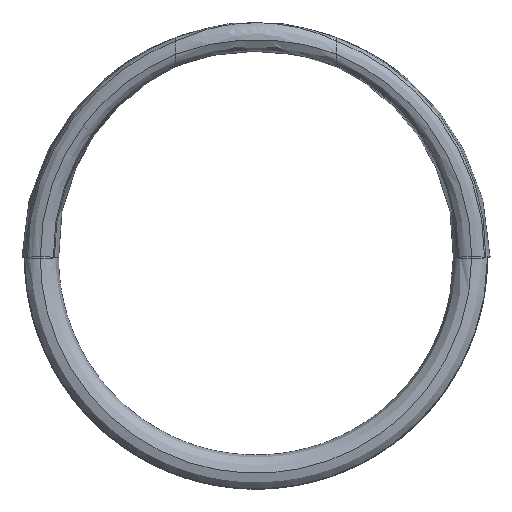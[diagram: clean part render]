
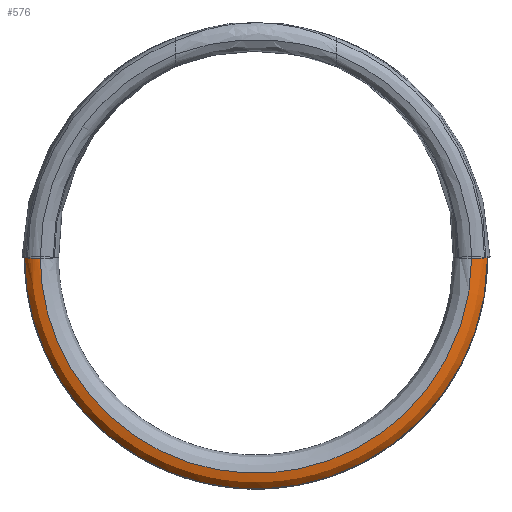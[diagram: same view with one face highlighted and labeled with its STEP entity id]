
A CAD part, left-side view. The second image highlights one B-rep face of the part: STEP entity #576.
In plain terms, the highlighted free-form (B-spline) face has degree [2, 2] with [5, 3] control points.
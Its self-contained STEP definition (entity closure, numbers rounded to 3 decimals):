
#576 = ADVANCED_FACE('',(#577),#664,.F.);
#577 = FACE_BOUND('',#578,.F.);
#578 = EDGE_LOOP('',(#579,#590,#599,#609,#619,#629,#638,#647,#656));
#579 = ORIENTED_EDGE('',*,*,#580,.T.);
#580 = EDGE_CURVE('',#581,#583,#585,.T.);
#581 = VERTEX_POINT('',#582);
#582 = CARTESIAN_POINT('',(-1.412,-34.854,
    -0.029));
#583 = VERTEX_POINT('',#584);
#584 = CARTESIAN_POINT('',(-1.768,-34.602,
    -0.054));
#585 = B_SPLINE_CURVE_WITH_KNOTS('',3,(#586,#587,#588,#589),
  .UNSPECIFIED.,.F.,.F.,(4,4),(74.375,74.938),
  .PIECEWISE_BEZIER_KNOTS.);
#586 = CARTESIAN_POINT('',(-1.412,-34.854,
    -0.029));
#587 = CARTESIAN_POINT('',(-1.537,-34.779,
    -0.036));
#588 = CARTESIAN_POINT('',(-1.656,-34.695,
    -0.045));
#589 = CARTESIAN_POINT('',(-1.768,-34.602,
    -0.054));
#590 = ORIENTED_EDGE('',*,*,#591,.F.);
#591 = EDGE_CURVE('',#592,#583,#594,.T.);
#592 = VERTEX_POINT('',#593);
#593 = CARTESIAN_POINT('',(-1.97,-34.415,
    -0.068));
#594 = B_SPLINE_CURVE_WITH_KNOTS('',3,(#595,#596,#597,#598),
  .UNSPECIFIED.,.F.,.F.,(4,4),(34.855,35.207),
  .PIECEWISE_BEZIER_KNOTS.);
#595 = CARTESIAN_POINT('',(-1.97,-34.415,
    -0.068));
#596 = CARTESIAN_POINT('',(-1.905,-34.481,
    -0.066));
#597 = CARTESIAN_POINT('',(-1.838,-34.543,
    -0.06));
#598 = CARTESIAN_POINT('',(-1.768,-34.602,
    -0.054));
#599 = ORIENTED_EDGE('',*,*,#600,.T.);
#600 = EDGE_CURVE('',#592,#601,#603,.T.);
#601 = VERTEX_POINT('',#602);
#602 = CARTESIAN_POINT('',(-2.761,-32.481,
    -0.1));
#603 = B_SPLINE_CURVE_WITH_KNOTS('',4,(#604,#605,#606,#607,#608),
  .UNSPECIFIED.,.F.,.F.,(5,5),(60.461,63.223),
  .PIECEWISE_BEZIER_KNOTS.);
#604 = CARTESIAN_POINT('',(-1.97,-34.415,
    -0.068));
#605 = CARTESIAN_POINT('',(-2.346,-34.032,
    -0.084));
#606 = CARTESIAN_POINT('',(-2.622,-33.552,
    -0.095));
#607 = CARTESIAN_POINT('',(-2.761,-33.016,
    -0.099));
#608 = CARTESIAN_POINT('',(-2.761,-32.481,
    -0.1));
#609 = ORIENTED_EDGE('',*,*,#610,.T.);
#610 = EDGE_CURVE('',#601,#611,#613,.T.);
#611 = VERTEX_POINT('',#612);
#612 = CARTESIAN_POINT('',(-2.761,32.481,
    -0.1));
#613 = ( BOUNDED_CURVE() B_SPLINE_CURVE(2,(#614,#615,#616,#617,#618),
.UNSPECIFIED.,.F.,.F.) B_SPLINE_CURVE_WITH_KNOTS((3,2,3),(1.574
,3.142,4.709),.PIECEWISE_BEZIER_KNOTS.) CURVE() 
GEOMETRIC_REPRESENTATION_ITEM() RATIONAL_B_SPLINE_CURVE((1.,
0.708,1.,0.708,1.)) REPRESENTATION_ITEM('') );
#614 = CARTESIAN_POINT('',(-2.761,-32.481,
    -0.1));
#615 = CARTESIAN_POINT('',(-2.761,-32.382,
    -32.482));
#616 = CARTESIAN_POINT('',(-2.761,0.,
    -32.482));
#617 = CARTESIAN_POINT('',(-2.761,32.382,
    -32.482));
#618 = CARTESIAN_POINT('',(-2.761,32.481,
    -0.1));
#619 = ORIENTED_EDGE('',*,*,#620,.F.);
#620 = EDGE_CURVE('',#621,#611,#623,.T.);
#621 = VERTEX_POINT('',#622);
#622 = CARTESIAN_POINT('',(-1.97,34.415,
    -0.068));
#623 = B_SPLINE_CURVE_WITH_KNOTS('',4,(#624,#625,#626,#627,#628),
  .UNSPECIFIED.,.F.,.F.,(5,5),(60.461,63.223),
  .PIECEWISE_BEZIER_KNOTS.);
#624 = CARTESIAN_POINT('',(-1.97,34.415,
    -0.068));
#625 = CARTESIAN_POINT('',(-2.346,34.032,
    -0.084));
#626 = CARTESIAN_POINT('',(-2.622,33.552,
    -0.095));
#627 = CARTESIAN_POINT('',(-2.761,33.016,
    -0.099));
#628 = CARTESIAN_POINT('',(-2.761,32.481,
    -0.1));
#629 = ORIENTED_EDGE('',*,*,#630,.T.);
#630 = EDGE_CURVE('',#621,#631,#633,.T.);
#631 = VERTEX_POINT('',#632);
#632 = CARTESIAN_POINT('',(-1.768,34.602,
    -0.054));
#633 = B_SPLINE_CURVE_WITH_KNOTS('',3,(#634,#635,#636,#637),
  .UNSPECIFIED.,.F.,.F.,(4,4),(34.855,35.207),
  .PIECEWISE_BEZIER_KNOTS.);
#634 = CARTESIAN_POINT('',(-1.97,34.415,
    -0.068));
#635 = CARTESIAN_POINT('',(-1.905,34.481,
    -0.066));
#636 = CARTESIAN_POINT('',(-1.838,34.543,
    -0.06));
#637 = CARTESIAN_POINT('',(-1.768,34.602,
    -0.054));
#638 = ORIENTED_EDGE('',*,*,#639,.F.);
#639 = EDGE_CURVE('',#640,#631,#642,.T.);
#640 = VERTEX_POINT('',#641);
#641 = CARTESIAN_POINT('',(-1.387,34.868,
    -0.027));
#642 = B_SPLINE_CURVE_WITH_KNOTS('',3,(#643,#644,#645,#646),
  .UNSPECIFIED.,.F.,.F.,(4,4),(74.338,74.938),
  .PIECEWISE_BEZIER_KNOTS.);
#643 = CARTESIAN_POINT('',(-1.387,34.868,
    -0.027));
#644 = CARTESIAN_POINT('',(-1.521,34.79,
    -0.035));
#645 = CARTESIAN_POINT('',(-1.649,34.701,
    -0.045));
#646 = CARTESIAN_POINT('',(-1.768,34.602,
    -0.054));
#647 = ORIENTED_EDGE('',*,*,#648,.F.);
#648 = EDGE_CURVE('',#649,#640,#651,.T.);
#649 = VERTEX_POINT('',#650);
#650 = CARTESIAN_POINT('',(-1.412,34.853,
    -0.179));
#651 = B_SPLINE_CURVE_WITH_KNOTS('',3,(#652,#653,#654,#655),
  .UNSPECIFIED.,.F.,.F.,(4,4),(0.,0.155),
  .PIECEWISE_BEZIER_KNOTS.);
#652 = CARTESIAN_POINT('',(-1.412,34.853,
    -0.179));
#653 = CARTESIAN_POINT('',(-1.412,34.854,
    -0.126));
#654 = CARTESIAN_POINT('',(-1.403,34.859,
    -0.074));
#655 = CARTESIAN_POINT('',(-1.387,34.868,
    -0.027));
#656 = ORIENTED_EDGE('',*,*,#657,.F.);
#657 = EDGE_CURVE('',#581,#649,#658,.T.);
#658 = ( BOUNDED_CURVE() B_SPLINE_CURVE(2,(#659,#660,#661,#662,#663),
.UNSPECIFIED.,.F.,.F.) B_SPLINE_CURVE_WITH_KNOTS((3,2,3),(1.572
,3.139,4.707),.PIECEWISE_BEZIER_KNOTS.) CURVE() 
GEOMETRIC_REPRESENTATION_ITEM() RATIONAL_B_SPLINE_CURVE((1.,
0.708,1.,0.708,1.)) REPRESENTATION_ITEM('') );
#659 = CARTESIAN_POINT('',(-1.412,-34.854,
    -0.029));
#660 = CARTESIAN_POINT('',(-1.412,-34.825,
    -34.779));
#661 = CARTESIAN_POINT('',(-1.412,-0.075,
    -34.854));
#662 = CARTESIAN_POINT('',(-1.412,34.675,
    -34.929));
#663 = CARTESIAN_POINT('',(-1.412,34.853,
    -0.179));
#664 = ( BOUNDED_SURFACE() B_SPLINE_SURFACE(2,2,(
    (#665,#666,#667)
    ,(#668,#669,#670)
    ,(#671,#672,#673)
    ,(#674,#675,#676)
    ,(#677,#678,#679
)),.UNSPECIFIED.,.F.,.F.,.F.) B_SPLINE_SURFACE_WITH_KNOTS((3,2,3),(3,3),
  (0.001,1.571,3.141),(4.712,
    5.757),.PIECEWISE_BEZIER_KNOTS.) 
GEOMETRIC_REPRESENTATION_ITEM() RATIONAL_B_SPLINE_SURFACE((
    (1.,0.867,1.)
    ,(0.707,0.613,0.707)
    ,(1.,0.867,1.)
    ,(0.707,0.613,0.707)
,(1.,0.867,1.))) REPRESENTATION_ITEM('') SURFACE() );
#665 = CARTESIAN_POINT('',(-2.761,-32.482,
    -0.027));
#666 = CARTESIAN_POINT('',(-2.761,-34.07,
    -0.028));
#667 = CARTESIAN_POINT('',(-1.387,-34.868,
    -0.029));
#668 = CARTESIAN_POINT('',(-2.761,-32.455,
    -32.482));
#669 = CARTESIAN_POINT('',(-2.761,-34.042,
    -34.071));
#670 = CARTESIAN_POINT('',(-1.387,-34.84,
    -34.869));
#671 = CARTESIAN_POINT('',(-2.761,0.001,
    -32.482));
#672 = CARTESIAN_POINT('',(-2.761,0.001,
    -34.07));
#673 = CARTESIAN_POINT('',(-1.387,0.001,
    -34.868));
#674 = CARTESIAN_POINT('',(-2.761,32.456,
    -32.481));
#675 = CARTESIAN_POINT('',(-2.761,34.043,
    -34.069));
#676 = CARTESIAN_POINT('',(-1.387,34.841,
    -34.867));
#677 = CARTESIAN_POINT('',(-2.761,32.482,
    -0.025));
#678 = CARTESIAN_POINT('',(-2.761,34.07,
    -0.026));
#679 = CARTESIAN_POINT('',(-1.387,34.868,
    -0.027));
